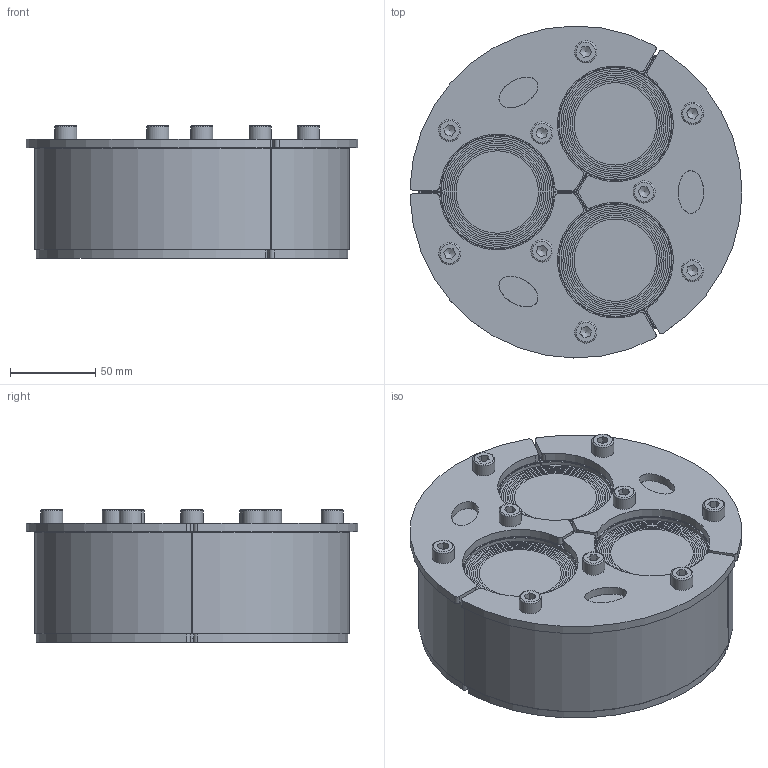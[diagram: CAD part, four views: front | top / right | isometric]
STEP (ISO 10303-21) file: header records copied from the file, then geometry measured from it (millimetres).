
FILE_DESCRIPTION((''),'2;1');
FILE_NAME('H3185UG.stp','2015-11-26T16:07:51',('se-milkar'),(''),'Autodesk Inventor 2013','Autodesk Inventor 2013','');
FILE_SCHEMA(('AUTOMOTIVE_DESIGN { 1 0 10303 214 1 1 1 1 }'));
Length unit declared in the file: millimetre
Products named in the file (16): 100-038998; 100-038824; 100-038823; 100-002351; 100-051993; 100-038822; 100-051994; 100-052005; 100-052003; 100-052002; 100-052001; 100-052000; 100-051999; 100-051998; 100-051997; Core H3 185
Assembly tree (32 placements, depth 4):
  100-038998
    100-038824  x3
    100-038823  x3
    100-002351  x9
    100-051993  x3
      100-038822
      100-051994
        100-052005
        100-052003
        100-052002
        100-052001
        100-052000
        100-051999
        100-051998
        100-051997
    Core H3 185  x3
Bounding box: 194.95 x 194.98 x 78 mm (x, y, z)
Volume: 1769559.2 mm3; surface area: 756770.6 mm2
Topology: 69 solids, 69 shells, 708 faces, 1545 edges, 942 vertices
Faces by surface type: plane 333, cylinder 258, torus 54, sphere 42, cone 18, bspline 3
Full cylindrical faces by diameter (mm): 6.8 x9, 7 x9, 8 x9, 8.5 x9, 13 x9, 48.4 x3
Entity records: 4834 total; most frequent: DIRECTION 882, CARTESIAN_POINT 761, ORIENTED_EDGE 634, AXIS2_PLACEMENT_3D 366, EDGE_CURVE 317, VERTEX_POINT 209, EDGE_LOOP 202, CIRCLE 159
